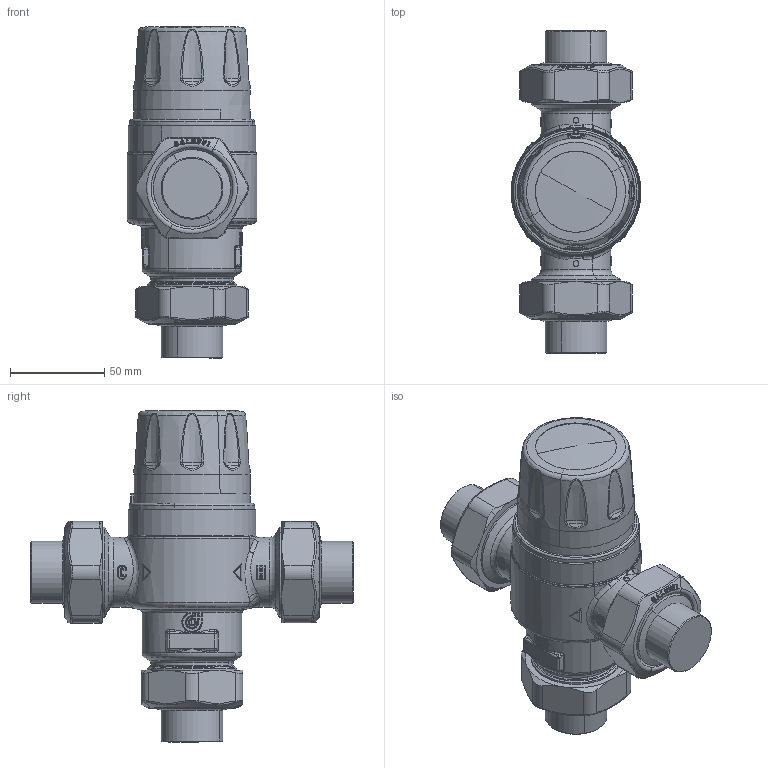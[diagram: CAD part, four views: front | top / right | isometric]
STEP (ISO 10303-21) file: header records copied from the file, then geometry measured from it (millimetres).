
FILE_DESCRIPTION(('CATIA V5 STEP Exchange','CAx-IF Rec.Pracs.--- Model Styling and Organization---1.4--- 2014-01-23','CAx-IF Rec.Pracs.---3D Tessellated Data Validation Properties---0.5---2014-09-14'),'2;1');
FILE_NAME('STEP_523168A_-_TST.stp','2020-06-26T07:19:37+00:00',('none'),('none'),'CATIA Version 5-6 Release 2019 SP3','CATIA V5 STEP AP242 v1','none');
FILE_SCHEMA(('AP242_MANAGED_MODEL_BASED_3D_ENGINEERING_MIM_LF {1 0 10303 442 1 1 4}'));
Length unit declared in the file: millimetre
Products named in the file (1): 523168A - TST
Bounding box: 68.9 x 171 x 176 mm (x, y, z)
Volume: 635659.4 mm3; surface area: 62657.8 mm2
Topology: 1 solids, 4 shells, 2203 faces, 5122 edges, 2720 vertices
Faces by surface type: bspline 1574, sphere 222, cylinder 169, cone 111, plane 85, torus 40, revolution 2
Entity records: 136031 total; most frequent: CARTESIAN_POINT 101541, ORIENTED_EDGE 9790, EDGE_CURVE 4895, B_SPLINE_CURVE_WITH_KNOTS 4002, VERTEX_POINT 2720, EDGE_LOOP 2223, ADVANCED_FACE 2203, FACE_OUTER_BOUND 2203
